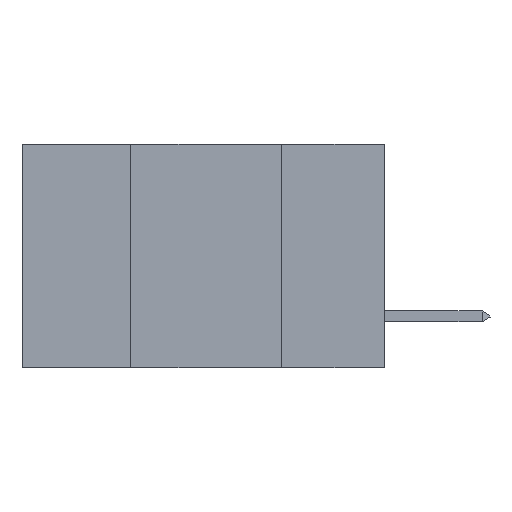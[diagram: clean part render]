
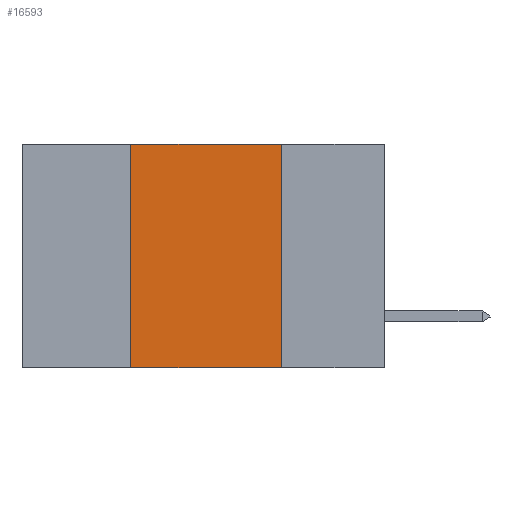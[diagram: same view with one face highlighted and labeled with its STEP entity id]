
A CAD part, left-side view. The second image highlights one B-rep face of the part: STEP entity #16593.
In plain terms, the highlighted planar face has unit normal (-1, 0, 0).
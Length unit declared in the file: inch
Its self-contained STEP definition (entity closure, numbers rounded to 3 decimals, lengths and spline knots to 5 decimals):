
#1189 = EDGE_CURVE ( 'NONE', #7024, #4108, #16874, .T. ) ;
#1307 = DIRECTION ( 'NONE',  ( 0., 0., -1. ) ) ;
#1348 = EDGE_CURVE ( 'NONE', #8933, #7024, #13232, .T. ) ;
#1379 = DIRECTION ( 'NONE',  ( 0., -1., 0. ) ) ;
#1567 = DIRECTION ( 'NONE',  ( 0., 0., -1. ) ) ;
#2350 = ORIENTED_EDGE ( 'NONE', *, *, #8357, .F. ) ;
#2592 = VERTEX_POINT ( 'NONE', #12961 ) ;
#2810 = DIRECTION ( 'NONE',  ( 1., 0., 0. ) ) ;
#2928 = CARTESIAN_POINT ( 'NONE',  ( 0., 0.6, 0. ) ) ;
#4108 = VERTEX_POINT ( 'NONE', #11026 ) ;
#5831 = VECTOR ( 'NONE', #16129, 39.37008 ) ;
#6256 = LINE ( 'NONE', #13175, #10378 ) ;
#6431 = AXIS2_PLACEMENT_3D ( 'NONE', #2928, #2810, #1567 ) ;
#7024 = VERTEX_POINT ( 'NONE', #15822 ) ;
#7131 = DIRECTION ( 'NONE',  ( 0., 0., 1. ) ) ;
#8357 = EDGE_CURVE ( 'NONE', #2592, #8933, #9362, .T. ) ;
#8415 = FACE_OUTER_BOUND ( 'NONE', #14540, .T. ) ;
#8793 = ORIENTED_EDGE ( 'NONE', *, *, #1348, .F. ) ;
#8933 = VERTEX_POINT ( 'NONE', #16091 ) ;
#8944 = ORIENTED_EDGE ( 'NONE', *, *, #11345, .T. ) ;
#9362 = LINE ( 'NONE', #14915, #11021 ) ;
#10378 = VECTOR ( 'NONE', #1379, 39.37008 ) ;
#11021 = VECTOR ( 'NONE', #7131, 39.37008 ) ;
#11026 = CARTESIAN_POINT ( 'NONE',  ( 0., 0.17, -0.37 ) ) ;
#11345 = EDGE_CURVE ( 'NONE', #2592, #4108, #6256, .T. ) ;
#11395 = PLANE ( 'NONE',  #6431 ) ;
#12961 = CARTESIAN_POINT ( 'NONE',  ( 0., 0.42, -0.37 ) ) ;
#13160 = CARTESIAN_POINT ( 'NONE',  ( 0., 0.17, 0. ) ) ;
#13175 = CARTESIAN_POINT ( 'NONE',  ( 0., 0.6, -0.37 ) ) ;
#13232 = LINE ( 'NONE', #14824, #5831 ) ;
#14433 = VECTOR ( 'NONE', #1307, 39.37008 ) ;
#14540 = EDGE_LOOP ( 'NONE', ( #15083, #8793, #2350, #8944 ) ) ;
#14824 = CARTESIAN_POINT ( 'NONE',  ( 0., 0.6, 0. ) ) ;
#14915 = CARTESIAN_POINT ( 'NONE',  ( 0., 0.42, 0. ) ) ;
#15083 = ORIENTED_EDGE ( 'NONE', *, *, #1189, .F. ) ;
#15822 = CARTESIAN_POINT ( 'NONE',  ( 0., 0.17, 0. ) ) ;
#16091 = CARTESIAN_POINT ( 'NONE',  ( 0., 0.42, 0. ) ) ;
#16129 = DIRECTION ( 'NONE',  ( 0., -1., 0. ) ) ;
#16593 = ADVANCED_FACE ( 'NONE', ( #8415 ), #11395, .F. ) ;
#16874 = LINE ( 'NONE', #13160, #14433 ) ;
